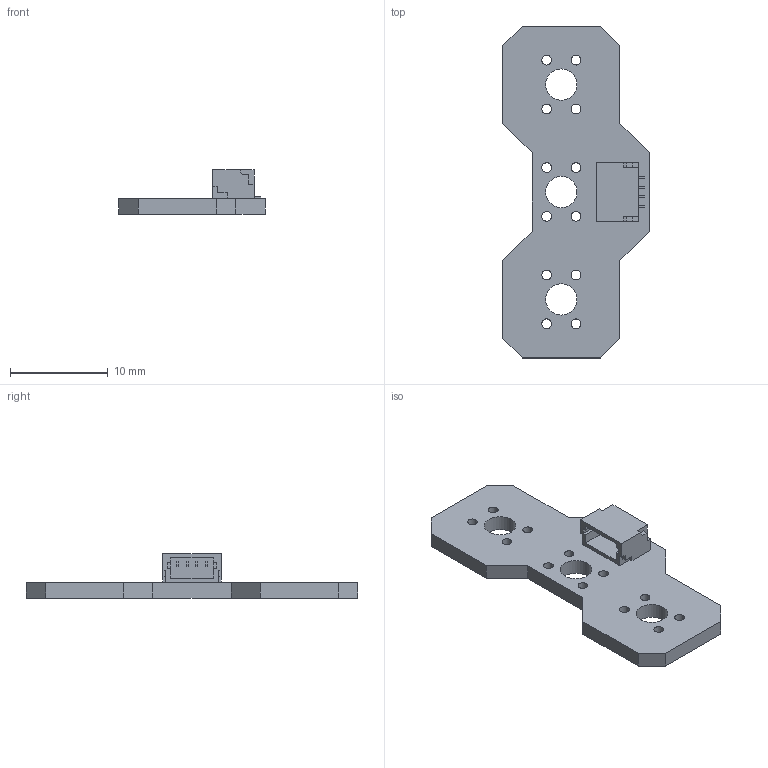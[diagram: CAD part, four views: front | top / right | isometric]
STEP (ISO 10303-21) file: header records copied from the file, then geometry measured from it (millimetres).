
FILE_DESCRIPTION(('FreeCAD Model'),'2;1');
FILE_NAME('barrette_outcentered2.step','2020-03-29T19:36:03',(''),(''), 'Open CASCADE STEP processor 7.3','FreeCAD','Unknown');
FILE_SCHEMA(('AUTOMOTIVE_DESIGN { 1 0 10303 214 1 1 1 1 }'));
Length unit declared in the file: millimetre
Products named in the file (1): somos_dielectrode_v2.0_sp
Bounding box: 15 x 34 x 4.55 mm (x, y, z)
Volume: 630.4 mm3; surface area: 1151.6 mm2
Topology: 1 solids, 1 shells, 118 faces, 337 edges, 224 vertices
Faces by surface type: plane 103, cylinder 15
Full cylindrical faces by diameter (mm): 1 x12, 3.2 x3
Entity records: 4707 total; most frequent: CARTESIAN_POINT 680, ORIENTED_EDGE 674, DIRECTION 605, EDGE_CURVE 337, LINE 307, VECTOR 307, VERTEX_POINT 224, FACE_BOUND 157
